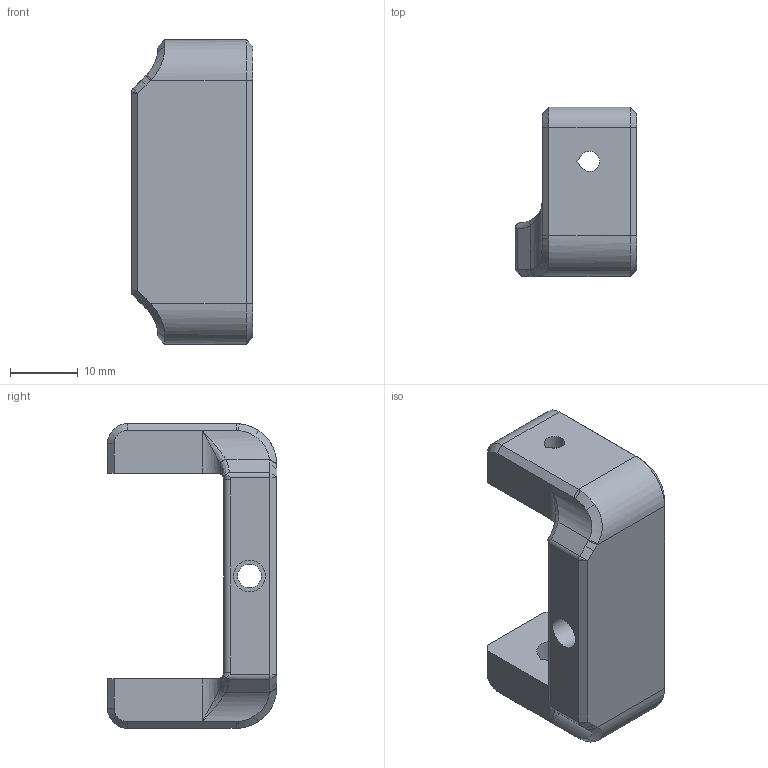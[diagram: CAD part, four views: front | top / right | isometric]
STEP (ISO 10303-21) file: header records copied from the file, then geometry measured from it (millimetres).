
FILE_DESCRIPTION(/* description */ (''),/* implementation_level */ '2;1');
FILE_NAME(/* name */ '[a]_tensioner_right_pinned.step',/* time_stamp */ '2021-02-17T00:01:31-08:00',/* author */ (''),/* organization */ (''),/* preprocessor_version */ 'ST-DEVELOPER v18.1',/* originating_system */ 'Autodesk Translation Framework v9.7.1.1290',/* authorisation */ '');
FILE_SCHEMA (('AUTOMOTIVE_DESIGN { 1 0 10303 214 3 1 1 }'));
Length unit declared in the file: millimetre
Products named in the file (1): PINNED FRONT TENSIONER 2
Bounding box: 18 x 25 x 45 mm (x, y, z)
Volume: 8647.2 mm3; surface area: 4006.3 mm2
Topology: 1 solids, 1 shells, 79 faces, 203 edges, 124 vertices
Faces by surface type: plane 34, cylinder 18, bspline 14, cone 11, torus 2
Full cylindrical faces by diameter (mm): 3.5 x1, 4.7 x1
Entity records: 3545 total; most frequent: CARTESIAN_POINT 1667, ORIENTED_EDGE 398, DIRECTION 350, EDGE_CURVE 199, VERTEX_POINT 124, AXIS2_PLACEMENT_3D 118, LINE 114, VECTOR 114
